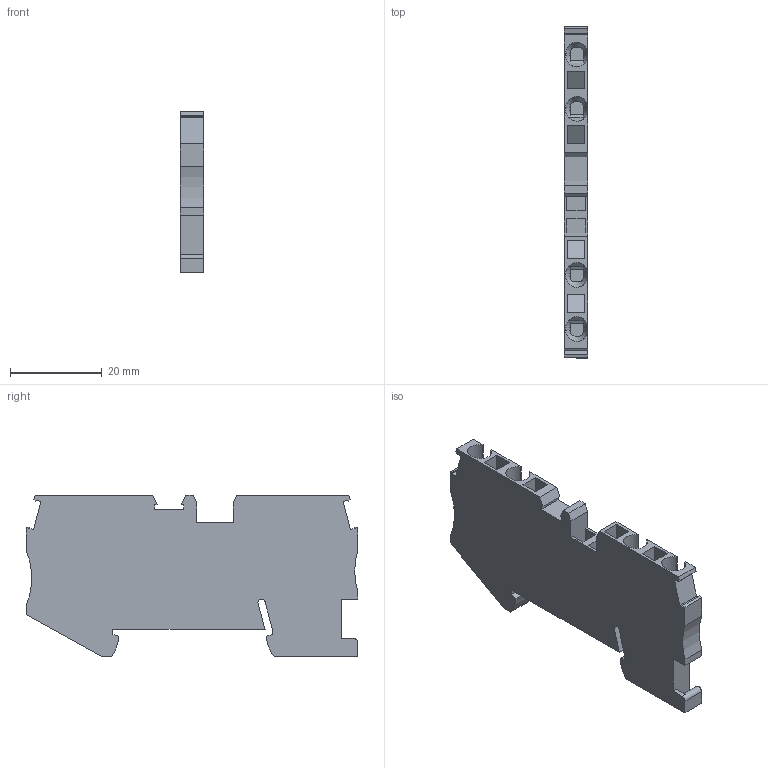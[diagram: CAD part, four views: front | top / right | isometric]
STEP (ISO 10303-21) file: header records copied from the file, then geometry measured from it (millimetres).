
FILE_DESCRIPTION(('Creo Elements/Direct Modeling STEP Export'),'2;1');
FILE_NAME('model.stp','2019-07-20T 1:41:06',(''),(''),'Creo Elements/Direct Modeling STEP processor for AP214 (Solid Model)','Creo Elements/Direct Modeling 20.1A 29-Sep-2018 (C) Parametric Technology GmbH','');
FILE_SCHEMA(('AUTOMOTIVE_DESIGN { 1 0 10303 214 1 1 1 1 }'));
Length unit declared in the file: millimetre
Products named in the file (2): ST25-QUATTRO-DIO_L-R-Select
Assembly tree (1 placements, depth 2):
  ST25-QUATTRO-DIO_L-R-Select
    ST25-QUATTRO-DIO_L-R-Select
Bounding box: 5.15 x 72.2 x 35.25 mm (x, y, z)
Volume: 9298.7 mm3; surface area: 7026.2 mm2
Topology: 1 solids, 1 shells, 180 faces, 498 edges, 324 vertices
Faces by surface type: plane 137, cylinder 31, cone 12
Entity records: 9467 total; most frequent: CARTESIAN_POINT 3267, ORIENTED_EDGE 996, DIRECTION 929, EDGE_CURVE 498, VECTOR 389, LINE 389, VERTEX_POINT 324, AXIS2_PLACEMENT_3D 270
